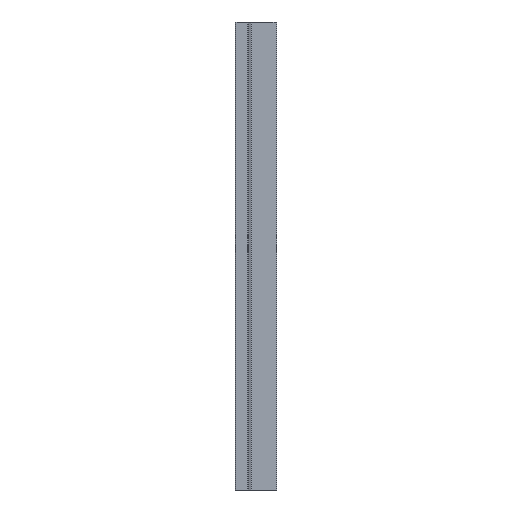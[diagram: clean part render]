
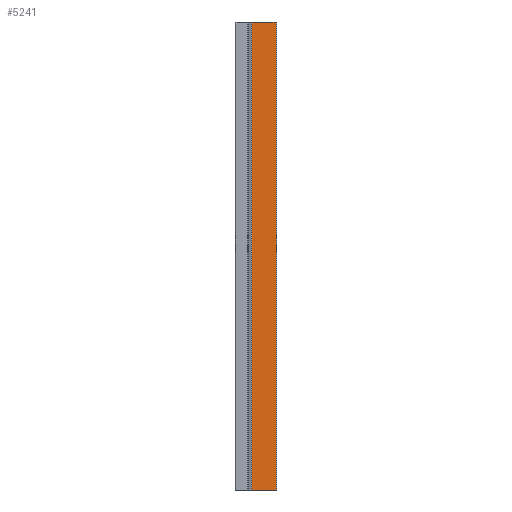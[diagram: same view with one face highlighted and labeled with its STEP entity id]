
A CAD part, left-side view. The second image highlights one B-rep face of the part: STEP entity #5241.
In plain terms, the highlighted face is planar.
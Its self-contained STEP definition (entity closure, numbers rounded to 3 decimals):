
#211=PLANE('',#5655);
#349=LINE('',#9233,#613);
#350=LINE('',#9235,#614);
#351=LINE('',#9237,#615);
#352=LINE('',#9239,#616);
#613=VECTOR('',#6492,1000.);
#614=VECTOR('',#6495,1000.);
#615=VECTOR('',#6496,1000.);
#616=VECTOR('',#6497,1000.);
#1384=ORIENTED_EDGE('',*,*,#2660,.F.);
#1385=ORIENTED_EDGE('',*,*,#2659,.F.);
#1386=ORIENTED_EDGE('',*,*,#2661,.T.);
#1387=ORIENTED_EDGE('',*,*,#2662,.T.);
#2659=EDGE_CURVE('',#3275,#3274,#349,.T.);
#2660=EDGE_CURVE('',#3274,#3276,#350,.T.);
#2661=EDGE_CURVE('',#3275,#3277,#351,.T.);
#2662=EDGE_CURVE('',#3277,#3276,#352,.T.);
#3274=VERTEX_POINT('',#9230);
#3275=VERTEX_POINT('',#9232);
#3276=VERTEX_POINT('',#9236);
#3277=VERTEX_POINT('',#9238);
#3849=EDGE_LOOP('',(#1384,#1385,#1386,#1387));
#4467=FACE_BOUND('',#3849,.T.);
#5241=ADVANCED_FACE('',(#4467),#211,.T.);
#5655=AXIS2_PLACEMENT_3D('',#9234,#6493,#6494);
#6492=DIRECTION('',(0.,0.,1.));
#6493=DIRECTION('',(1.,0.,0.));
#6494=DIRECTION('',(0.,0.,-1.));
#6495=DIRECTION('',(0.,1.,0.));
#6496=DIRECTION('',(0.,1.,0.));
#6497=DIRECTION('',(0.,0.,1.));
#9230=CARTESIAN_POINT('',(40.5,0.5,0.));
#9232=CARTESIAN_POINT('',(40.5,0.5,-327.));
#9233=CARTESIAN_POINT('',(40.5,0.5,-327.));
#9234=CARTESIAN_POINT('',(40.5,0.5,-327.));
#9235=CARTESIAN_POINT('',(40.5,0.5,0.));
#9236=CARTESIAN_POINT('',(40.5,17.535,0.));
#9237=CARTESIAN_POINT('',(40.5,0.5,-327.));
#9238=CARTESIAN_POINT('',(40.5,17.535,-327.));
#9239=CARTESIAN_POINT('',(40.5,17.535,-327.));
